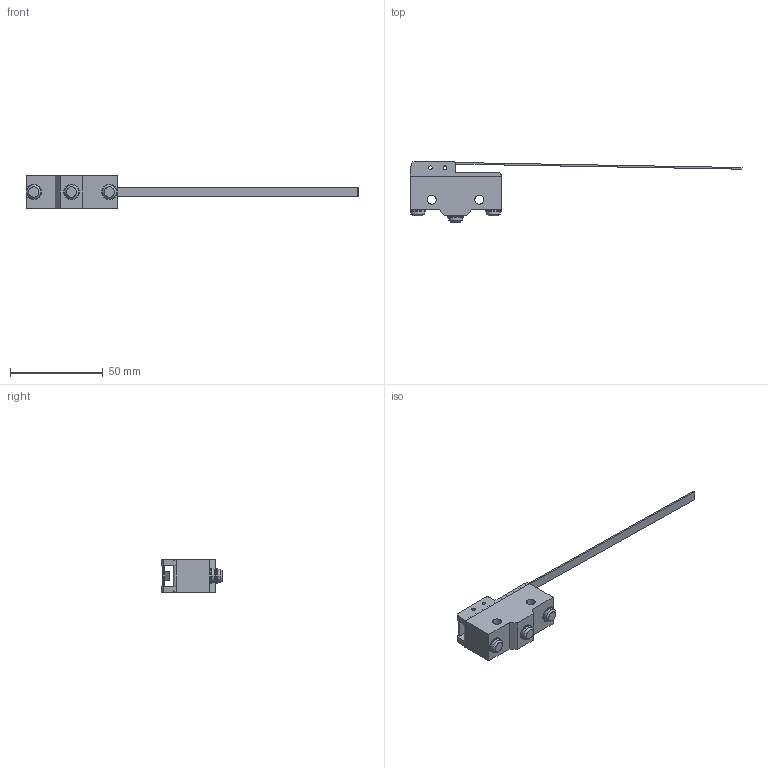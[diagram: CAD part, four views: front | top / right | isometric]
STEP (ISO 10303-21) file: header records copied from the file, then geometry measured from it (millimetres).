
FILE_DESCRIPTION((''),'2;1');
FILE_NAME('3d_KSL3S.stp','2012-10-02T14:57:38',(''),(''),'Mechanical Desktop 2011','Mechanical Desktop 2011',', , ');
FILE_SCHEMA(('CONFIG_CONTROL_DESIGN'));
Length unit declared in the file: millimetre
Products named in the file (1): Product
Bounding box: 179.26 x 32.48 x 17.5 mm (x, y, z)
Volume: 19860.6 mm3; surface area: 9572.9 mm2
Topology: 8 solids, 8 shells, 98 faces, 230 edges, 154 vertices
Faces by surface type: plane 46, cylinder 32, bspline 16, cone 4
Entity records: 3049 total; most frequent: CARTESIAN_POINT 643, DIRECTION 486, ORIENTED_EDGE 460, EDGE_CURVE 230, AXIS2_PLACEMENT_3D 173, VERTEX_POINT 154, VECTOR 140, LINE 140
